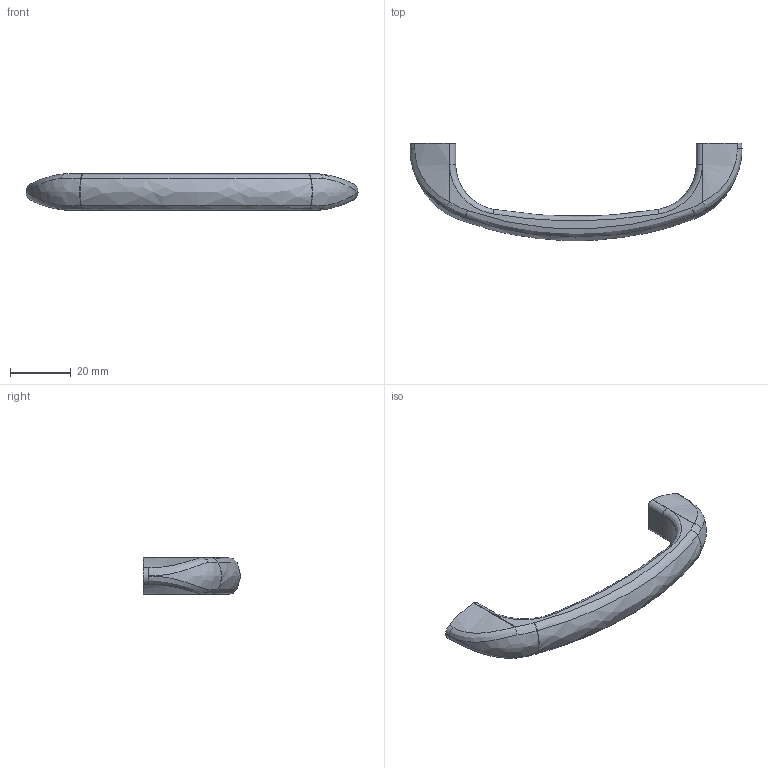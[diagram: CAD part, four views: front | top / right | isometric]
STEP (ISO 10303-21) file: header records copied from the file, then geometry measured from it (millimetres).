
FILE_DESCRIPTION((''),'2;1');
FILE_NAME('','2005-10-07T13:49:19',(''),(''),'','CADfix','');
FILE_SCHEMA(('AUTOMOTIVE_DESIGN'));
Length unit declared in the file: millimetre
Products named in the file (3): insert; pull; THA_314A_18599_36
Assembly tree (3 placements, depth 2):
  THA_314A_18599_36
    insert  x2
    pull
Bounding box: 109 x 31.99 x 12 mm (x, y, z)
Volume: 11468.9 mm3; surface area: 6578.4 mm2
Topology: 3 solids, 3 shells, 114 faces, 308 edges, 200 vertices
Faces by surface type: bspline 114
Entity records: 5122 total; most frequent: CARTESIAN_POINT 3655, ORIENTED_EDGE 508, EDGE_CURVE 254, VERTEX_POINT 167, EDGE_LOOP 109, FACE_OUTER_BOUND 100, ADVANCED_FACE 100, QUASI_UNIFORM_CURVE 68
